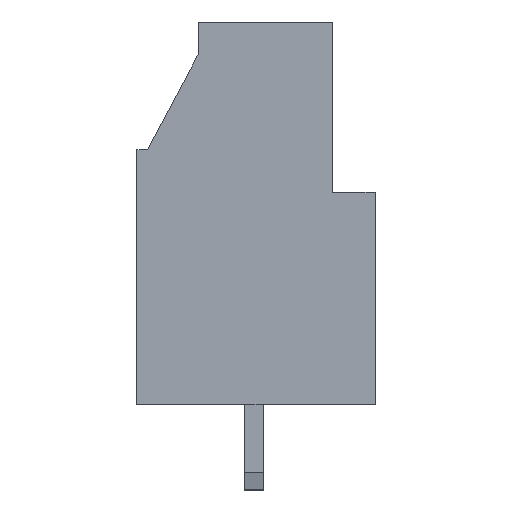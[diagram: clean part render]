
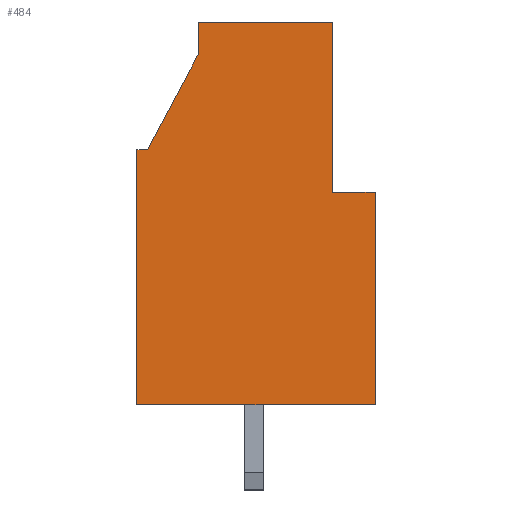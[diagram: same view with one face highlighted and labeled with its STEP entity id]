
A CAD part, front view. The second image highlights one B-rep face of the part: STEP entity #484.
In plain terms, the highlighted planar face has unit normal (0, -1, 0).
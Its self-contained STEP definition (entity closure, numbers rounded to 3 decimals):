
#484 = ADVANCED_FACE( '', ( #990 ), #991, .F. );
#990 = FACE_OUTER_BOUND( '', #1531, .T. );
#991 = PLANE( '', #1532 );
#1531 = EDGE_LOOP( '', ( #2756, #2757, #2758, #2759, #2760, #2761, #2762, #2763, #2764 ) );
#1532 = AXIS2_PLACEMENT_3D( '', #2765, #2766, #2767 );
#2756 = ORIENTED_EDGE( '', *, *, #3419, .T. );
#2757 = ORIENTED_EDGE( '', *, *, #3657, .T. );
#2758 = ORIENTED_EDGE( '', *, *, #3896, .T. );
#2759 = ORIENTED_EDGE( '', *, *, #3764, .T. );
#2760 = ORIENTED_EDGE( '', *, *, #3799, .T. );
#2761 = ORIENTED_EDGE( '', *, *, #3562, .T. );
#2762 = ORIENTED_EDGE( '', *, *, #3841, .F. );
#2763 = ORIENTED_EDGE( '', *, *, #3781, .F. );
#2764 = ORIENTED_EDGE( '', *, *, #3373, .F. );
#2765 = CARTESIAN_POINT( '', ( 12.32, -2.54, -5.26 ) );
#2766 = DIRECTION( '', ( 0., 1., 0. ) );
#2767 = DIRECTION( '', ( 1., 0., 0. ) );
#3373 = EDGE_CURVE( '', #4030, #4032, #4033, .T. );
#3419 = EDGE_CURVE( '', #4030, #4113, #4115, .T. );
#3562 = EDGE_CURVE( '', #4363, #4361, #4364, .T. );
#3657 = EDGE_CURVE( '', #4113, #4517, #4519, .T. );
#3764 = EDGE_CURVE( '', #4682, #4680, #4683, .T. );
#3781 = EDGE_CURVE( '', #4032, #4706, #4707, .T. );
#3799 = EDGE_CURVE( '', #4680, #4363, #4733, .T. );
#3841 = EDGE_CURVE( '', #4706, #4361, #4784, .T. );
#3896 = EDGE_CURVE( '', #4517, #4682, #4857, .T. );
#4030 = VERTEX_POINT( '', #5007 );
#4032 = VERTEX_POINT( '', #5010 );
#4033 = LINE( '', #5011, #5012 );
#4113 = VERTEX_POINT( '', #5124 );
#4115 = LINE( '', #5127, #5128 );
#4361 = VERTEX_POINT( '', #5476 );
#4363 = VERTEX_POINT( '', #5479 );
#4364 = LINE( '', #5480, #5481 );
#4517 = VERTEX_POINT( '', #5711 );
#4519 = LINE( '', #5714, #5715 );
#4680 = VERTEX_POINT( '', #5951 );
#4682 = VERTEX_POINT( '', #5954 );
#4683 = LINE( '', #5955, #5956 );
#4706 = VERTEX_POINT( '', #5990 );
#4707 = LINE( '', #5991, #5992 );
#4733 = LINE( '', #6033, #6034 );
#4784 = LINE( '', #6111, #6112 );
#4857 = LINE( '', #6223, #6224 );
#5007 = CARTESIAN_POINT( '', ( 0., -2.54, 12. ) );
#5010 = CARTESIAN_POINT( '', ( 0.5, -2.54, 12. ) );
#5011 = CARTESIAN_POINT( '', ( 5.35, -2.54, 12. ) );
#5012 = VECTOR( '', #6420, 1000. );
#5124 = CARTESIAN_POINT( '', ( 0., -2.54, 0. ) );
#5127 = CARTESIAN_POINT( '', ( 0., -2.54, -1. ) );
#5128 = VECTOR( '', #6466, 1000. );
#5476 = CARTESIAN_POINT( '', ( 2.9, -2.54, 18. ) );
#5479 = CARTESIAN_POINT( '', ( 9.2, -2.54, 18. ) );
#5480 = CARTESIAN_POINT( '', ( 5.35, -2.54, 18. ) );
#5481 = VECTOR( '', #6612, 1000. );
#5711 = CARTESIAN_POINT( '', ( 11.2, -2.54, 0. ) );
#5714 = CARTESIAN_POINT( '', ( 5.35, -2.54, 0. ) );
#5715 = VECTOR( '', #6691, 1000. );
#5951 = CARTESIAN_POINT( '', ( 9.2, -2.54, 10. ) );
#5954 = CARTESIAN_POINT( '', ( 11.2, -2.54, 10. ) );
#5955 = CARTESIAN_POINT( '', ( 5.35, -2.54, 10. ) );
#5956 = VECTOR( '', #6783, 1000. );
#5990 = CARTESIAN_POINT( '', ( 2.9, -2.54, 16.5 ) );
#5991 = CARTESIAN_POINT( '', ( -6.433, -2.54, -1. ) );
#5992 = VECTOR( '', #6795, 1000. );
#6033 = CARTESIAN_POINT( '', ( 9.2, -2.54, -1. ) );
#6034 = VECTOR( '', #6811, 1000. );
#6111 = CARTESIAN_POINT( '', ( 2.9, -2.54, -1. ) );
#6112 = VECTOR( '', #6838, 1000. );
#6223 = CARTESIAN_POINT( '', ( 11.2, -2.54, -1. ) );
#6224 = VECTOR( '', #6877, 1000. );
#6420 = DIRECTION( '', ( 1., 0., 0. ) );
#6466 = DIRECTION( '', ( 0., 0., -1. ) );
#6612 = DIRECTION( '', ( -1., 0., 0. ) );
#6691 = DIRECTION( '', ( 1., 0., 0. ) );
#6783 = DIRECTION( '', ( -1., 0., 0. ) );
#6795 = DIRECTION( '', ( 0.471, 0., 0.882 ) );
#6811 = DIRECTION( '', ( 0., 0., 1. ) );
#6838 = DIRECTION( '', ( 0., 0., 1. ) );
#6877 = DIRECTION( '', ( 0., 0., 1. ) );
